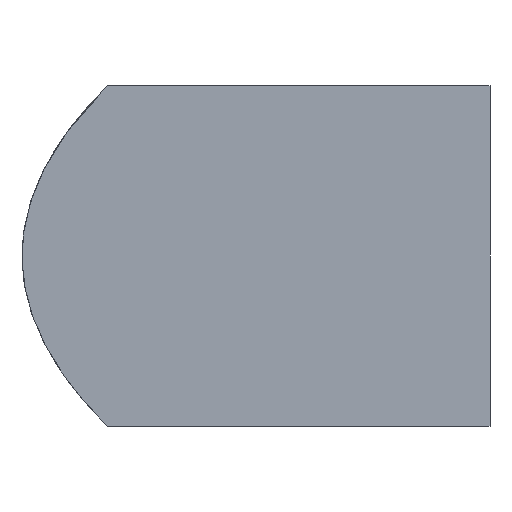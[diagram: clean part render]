
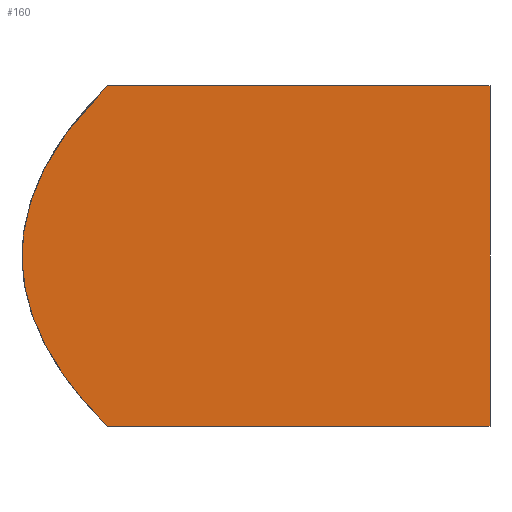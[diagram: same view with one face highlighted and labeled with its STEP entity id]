
A CAD part, front view. The second image highlights one B-rep face of the part: STEP entity #160.
In plain terms, the highlighted planar face has unit normal (0, -1, 0).
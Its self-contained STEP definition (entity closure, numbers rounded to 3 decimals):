
#91=CARTESIAN_POINT('Vertex',(-70.,-40.,40.)) ;
#94=CARTESIAN_POINT('Line Origine',(-25.,-40.,40.)) ;
#98=CARTESIAN_POINT('Vertex',(20.,-40.,40.)) ;
#124=CARTESIAN_POINT('Axis2P3D Location',(0.,-40.,40.)) ;
#130=CARTESIAN_POINT('Control Point',(-70.,-40.,40.)) ;
#131=CARTESIAN_POINT('Control Point',(-78.,-40.,32.)) ;
#132=CARTESIAN_POINT('Control Point',(-84.,-40.,24.)) ;
#133=CARTESIAN_POINT('Control Point',(-88.,-40.,16.)) ;
#134=CARTESIAN_POINT('Control Point',(-92.,-40.,0.)) ;
#135=CARTESIAN_POINT('Control Point',(-88.,-40.,-16.)) ;
#136=CARTESIAN_POINT('Control Point',(-84.,-40.,-24.)) ;
#137=CARTESIAN_POINT('Control Point',(-78.,-40.,-32.)) ;
#138=CARTESIAN_POINT('Control Point',(-70.,-40.,-40.)) ;
#139=CARTESIAN_POINT('Vertex',(-70.,-40.,-40.)) ;
#142=CARTESIAN_POINT('Line Origine',(-25.,-40.,-40.)) ;
#146=CARTESIAN_POINT('Vertex',(20.,-40.,-40.)) ;
#149=CARTESIAN_POINT('Line Origine',(20.,-40.,0.)) ;
#95=DIRECTION('Vector Direction',(1.,0.,0.)) ;
#125=DIRECTION('Axis2P3D Direction',(0.,-1.,0.)) ;
#126=DIRECTION('Axis2P3D XDirection',(0.,0.,-1.)) ;
#143=DIRECTION('Vector Direction',(1.,0.,0.)) ;
#150=DIRECTION('Vector Direction',(0.,0.,-1.)) ;
#127=AXIS2_PLACEMENT_3D('Plane Axis2P3D',#124,#125,#126) ;
#155=ORIENTED_EDGE('',*,*,#141,.F.) ;
#156=ORIENTED_EDGE('',*,*,#148,.T.) ;
#157=ORIENTED_EDGE('',*,*,#153,.F.) ;
#158=ORIENTED_EDGE('',*,*,#100,.F.) ;
#96=VECTOR('Line Direction',#95,1.) ;
#144=VECTOR('Line Direction',#143,1.) ;
#151=VECTOR('Line Direction',#150,1.) ;
#160=ADVANCED_FACE('PartBody',(#159),#128,.T.) ;
#129=B_SPLINE_CURVE_WITH_KNOTS('',5,(#130,#131,#132,#133,#134,#135,#136,#137,#138),.UNSPECIFIED.,.F.,.U.,(6,3,6),(0.,44.721,89.443),.UNSPECIFIED.) ;
#100=EDGE_CURVE('',#92,#99,#97,.T.) ;
#141=EDGE_CURVE('',#140,#92,#129,.F.) ;
#148=EDGE_CURVE('',#140,#147,#145,.T.) ;
#153=EDGE_CURVE('',#99,#147,#152,.T.) ;
#154=EDGE_LOOP('',(#155,#156,#157,#158)) ;
#159=FACE_OUTER_BOUND('',#154,.T.) ;
#97=LINE('Line',#94,#96) ;
#145=LINE('Line',#142,#144) ;
#152=LINE('Line',#149,#151) ;
#128=PLANE('',#127) ;
#92=VERTEX_POINT('',#91) ;
#99=VERTEX_POINT('',#98) ;
#140=VERTEX_POINT('',#139) ;
#147=VERTEX_POINT('',#146) ;
